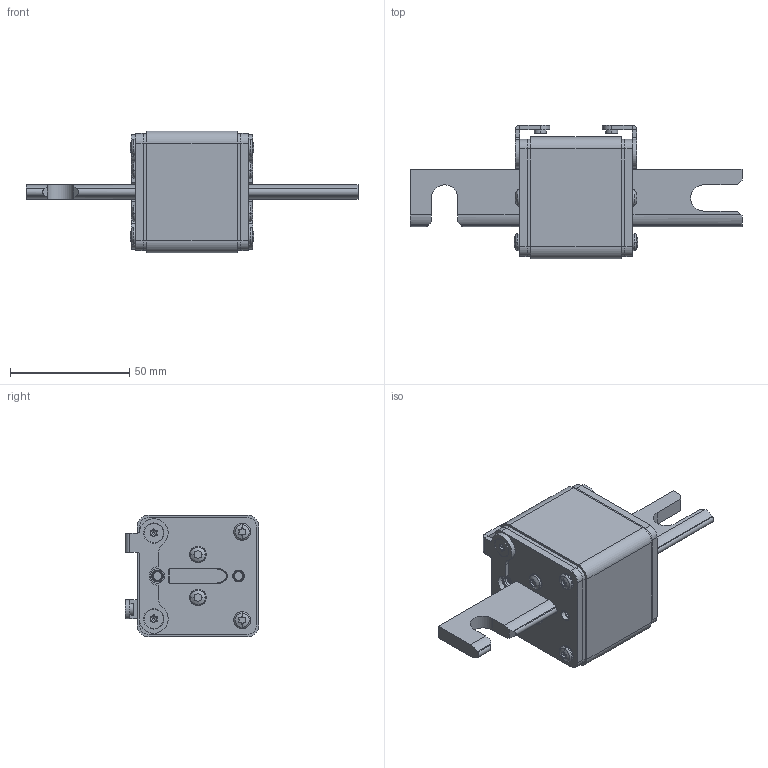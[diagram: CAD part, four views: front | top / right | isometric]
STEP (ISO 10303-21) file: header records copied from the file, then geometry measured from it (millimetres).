
FILE_DESCRIPTION((''),'2;1');
FILE_NAME('004393713_NHS1_110_M_UQ01_ASM-2_ASM','2025-03-19T13:55:56',('klemen.sitar'),('Audax d.o.o.'),'CREO PARAMETRIC BY PTC INC, 2021304','CREO PARAMETRIC BY PTC INC, 2021304','');
FILE_SCHEMA(('AP242_MANAGED_MODEL_BASED_3D_ENGINEERING_MIM_LF { 1 0 10303 442 1 1 4 }'));
Length unit declared in the file: millimetre
Products named in the file (17): 0000030083_3; 0000029902_1; 0000036699_1; 0000015247_1; 0000033538_2; NOZ_U_ASM_1_ASM; 0000033536_2; NOZ_S_ASM_2_ASM; 0000011599_1; 0000031301_1; 0000037877_1; 0000070275_1; 0000069692_1_1; 0000069692_1_2; 0000069692_1_ASM; 0000075619_1; 004393713_NHS1_110_M_UQ01_ASM-2_ASM
Assembly tree (32 placements, depth 3):
  004393713_NHS1_110_M_UQ01_ASM-2_ASM
    0000030083_3
    0000029902_1  x2
    0000036699_1  x2
    NOZ_U_ASM_1_ASM
      0000015247_1
      0000033538_2
    NOZ_S_ASM_2_ASM
      0000015247_1
      0000033536_2
    0000011599_1  x4
    0000031301_1  x4
    0000037877_1
    0000070275_1  x4
    0000069692_1_ASM  x2
      0000069692_1_1
      0000069692_1_2
    0000075619_1  x4
Bounding box: 139 x 56 x 51 mm (x, y, z)
Volume: 93822.1 mm3; surface area: 54564.5 mm2
Topology: 30 solids, 50 shells, 1479 faces, 3896 edges, 2486 vertices
Faces by surface type: cylinder 671, plane 524, cone 132, torus 72, bspline 56, sphere 16, extrusion 8
Entity records: 29273 total; most frequent: CARTESIAN_POINT 7766, DIRECTION 3276, ORIENTED_EDGE 3102, PRESENTATION_STYLE_ASSIGNMENT 1651, STYLED_ITEM 1648, EDGE_CURVE 1576, CURVE_STYLE 1570, AXIS2_PLACEMENT_3D 1275
